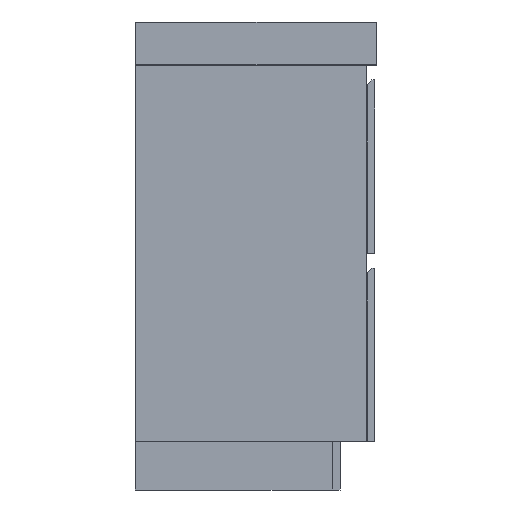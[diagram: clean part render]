
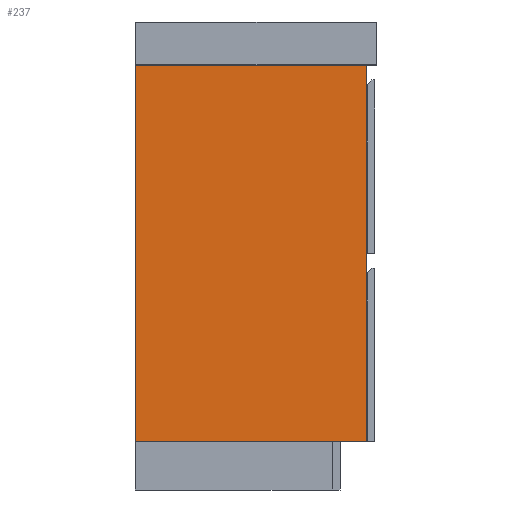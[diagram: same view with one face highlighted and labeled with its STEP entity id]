
A CAD part, left-side view. The second image highlights one B-rep face of the part: STEP entity #237.
In plain terms, the highlighted planar face has unit normal (-1, 0, 0).
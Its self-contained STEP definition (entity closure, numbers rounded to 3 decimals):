
#237=ADVANCED_FACE('',(#321),#1280,.T.);
#321=FACE_OUTER_BOUND('',#405,.T.);
#405=EDGE_LOOP('',(#525,#526,#527,#528));
#525=ORIENTED_EDGE('',*,*,#860,.F.);
#526=ORIENTED_EDGE('',*,*,#847,.T.);
#527=ORIENTED_EDGE('',*,*,#858,.T.);
#528=ORIENTED_EDGE('',*,*,#859,.F.);
#847=EDGE_CURVE('',#1174,#1173,#1022,.T.);
#858=EDGE_CURVE('',#1173,#1181,#1033,.T.);
#859=EDGE_CURVE('',#1182,#1181,#1034,.T.);
#860=EDGE_CURVE('',#1174,#1182,#1035,.T.);
#1022=B_SPLINE_CURVE_WITH_KNOTS('',1,(#1728,#1729),.UNSPECIFIED.,.F.,.F.,
(2,2),(-780.,0.),.UNSPECIFIED.);
#1033=B_SPLINE_CURVE_WITH_KNOTS('',1,(#1750,#1751),.UNSPECIFIED.,.F.,.F.,
(2,2),(-480.,0.),.UNSPECIFIED.);
#1034=B_SPLINE_CURVE_WITH_KNOTS('',1,(#1752,#1753),.UNSPECIFIED.,.F.,.F.,
(2,2),(-780.,0.),.UNSPECIFIED.);
#1035=B_SPLINE_CURVE_WITH_KNOTS('',1,(#1754,#1755),.UNSPECIFIED.,.F.,.F.,
(2,2),(-480.,0.),.UNSPECIFIED.);
#1173=VERTEX_POINT('',#1708);
#1174=VERTEX_POINT('',#1709);
#1181=VERTEX_POINT('',#1716);
#1182=VERTEX_POINT('',#1717);
#1280=PLANE('',#1470);
#1470=AXIS2_PLACEMENT_3D('',#1697,#1565,$);
#1565=DIRECTION('',(-1.,0.,0.));
#1697=CARTESIAN_POINT('',(-744.,-468.,528.));
#1708=CARTESIAN_POINT('',(-744.,390.,480.));
#1709=CARTESIAN_POINT('',(-744.,-390.,480.));
#1716=CARTESIAN_POINT('',(-744.,390.,0.));
#1717=CARTESIAN_POINT('',(-744.,-390.,0.));
#1728=CARTESIAN_POINT('',(-744.,-390.,480.));
#1729=CARTESIAN_POINT('',(-744.,390.,480.));
#1750=CARTESIAN_POINT('',(-744.,390.,480.));
#1751=CARTESIAN_POINT('',(-744.,390.,0.));
#1752=CARTESIAN_POINT('',(-744.,-390.,0.));
#1753=CARTESIAN_POINT('',(-744.,390.,0.));
#1754=CARTESIAN_POINT('',(-744.,-390.,480.));
#1755=CARTESIAN_POINT('',(-744.,-390.,0.));
